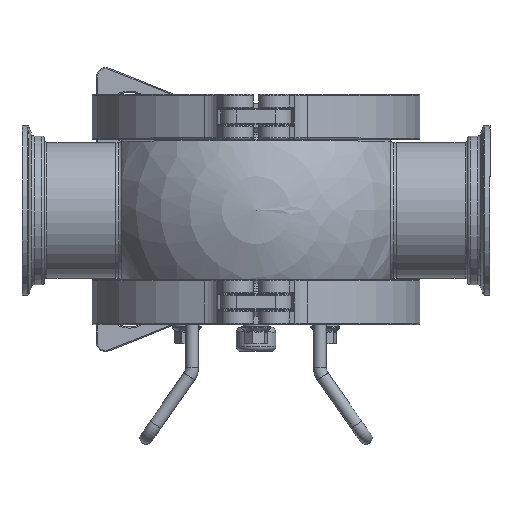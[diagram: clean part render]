
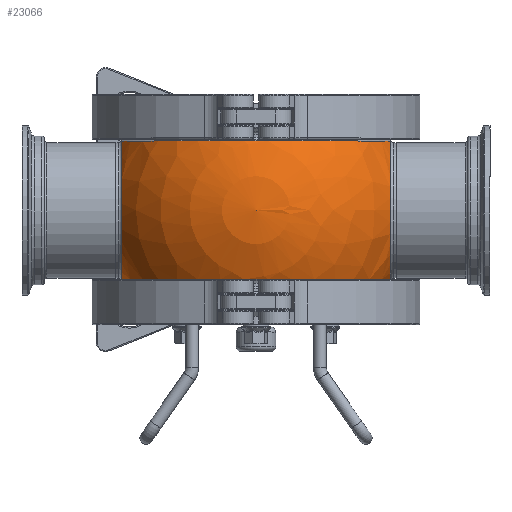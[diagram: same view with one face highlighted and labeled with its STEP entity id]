
A CAD part, top view. The second image highlights one B-rep face of the part: STEP entity #23066.
In plain terms, the highlighted spherical face has radius 97.5 mm.
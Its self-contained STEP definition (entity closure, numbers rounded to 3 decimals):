
#139=SPHERICAL_SURFACE('',#25372,97.5);
#2660=FACE_OUTER_BOUND('',#4091,.T.);
#4091=EDGE_LOOP('',(#17734,#17735,#17736,#17737,#17738,#17739,#17740));
#7414=CIRCLE('',#25367,49.5);
#7415=CIRCLE('',#25368,49.5);
#7418=CIRCLE('',#25373,49.5);
#7419=CIRCLE('',#25374,87.329);
#7420=CIRCLE('',#25375,97.5);
#7421=CIRCLE('',#25376,87.329);
#9467=VERTEX_POINT('',#45465);
#9468=VERTEX_POINT('',#45469);
#9469=VERTEX_POINT('',#45471);
#9472=VERTEX_POINT('',#45482);
#9473=VERTEX_POINT('',#45483);
#9474=VERTEX_POINT('',#45486);
#12394=EDGE_CURVE('',#9468,#9467,#7414,.T.);
#12395=EDGE_CURVE('',#9469,#9468,#7415,.T.);
#12399=EDGE_CURVE('',#9472,#9473,#7418,.T.);
#12400=EDGE_CURVE('',#9473,#9469,#7419,.T.);
#12401=EDGE_CURVE('',#9474,#9468,#7420,.T.);
#12402=EDGE_CURVE('',#9472,#9467,#7421,.T.);
#17734=ORIENTED_EDGE('',*,*,#12399,.T.);
#17735=ORIENTED_EDGE('',*,*,#12400,.T.);
#17736=ORIENTED_EDGE('',*,*,#12395,.T.);
#17737=ORIENTED_EDGE('',*,*,#12401,.F.);
#17738=ORIENTED_EDGE('',*,*,#12401,.T.);
#17739=ORIENTED_EDGE('',*,*,#12394,.T.);
#17740=ORIENTED_EDGE('',*,*,#12402,.F.);
#23066=ADVANCED_FACE('',(#2660),#139,.T.);
#25367=AXIS2_PLACEMENT_3D('',#45470,#30651,#30652);
#25368=AXIS2_PLACEMENT_3D('',#45472,#30653,#30654);
#25372=AXIS2_PLACEMENT_3D('',#45481,#30661,#30662);
#25373=AXIS2_PLACEMENT_3D('',#45484,#30663,#30664);
#25374=AXIS2_PLACEMENT_3D('',#45485,#30665,#30666);
#25375=AXIS2_PLACEMENT_3D('',#45487,#30667,#30668);
#25376=AXIS2_PLACEMENT_3D('',#45488,#30669,#30670);
#30651=DIRECTION('center_axis',(-1.,0.,0.));
#30652=DIRECTION('ref_axis',(0.,0.,
1.));
#30653=DIRECTION('center_axis',(-1.,0.,0.));
#30654=DIRECTION('ref_axis',(0.,0.,
1.));
#30661=DIRECTION('center_axis',(0.,0.,
1.));
#30662=DIRECTION('ref_axis',(-1.,0.,0.));
#30663=DIRECTION('center_axis',(1.,0.,0.));
#30664=DIRECTION('ref_axis',(0.,0.,
-1.));
#30665=DIRECTION('center_axis',(0.,1.,0.));
#30666=DIRECTION('ref_axis',(1.,0.,0.));
#30667=DIRECTION('center_axis',(0.,1.,0.));
#30668=DIRECTION('ref_axis',(1.,0.,0.));
#30669=DIRECTION('center_axis',(0.,1.,0.));
#30670=DIRECTION('ref_axis',(1.,0.,0.));
#45465=CARTESIAN_POINT('',(84.,43.358,23.882));
#45469=CARTESIAN_POINT('',(84.,0.,49.5));
#45470=CARTESIAN_POINT('Origin',(84.,0.,0.));
#45471=CARTESIAN_POINT('',(84.,-43.358,23.882));
#45472=CARTESIAN_POINT('Origin',(84.,0.,0.));
#45481=CARTESIAN_POINT('Origin',(0.,0.,0.));
#45482=CARTESIAN_POINT('',(-84.,43.358,23.882));
#45483=CARTESIAN_POINT('',(-84.,-43.358,23.882));
#45484=CARTESIAN_POINT('Origin',(-84.,0.,
0.));
#45485=CARTESIAN_POINT('Origin',(0.,-43.358,
0.));
#45486=CARTESIAN_POINT('',(0.,0.,97.5));
#45487=CARTESIAN_POINT('Origin',(0.,0.,0.));
#45488=CARTESIAN_POINT('Origin',(0.,43.358,
0.));
